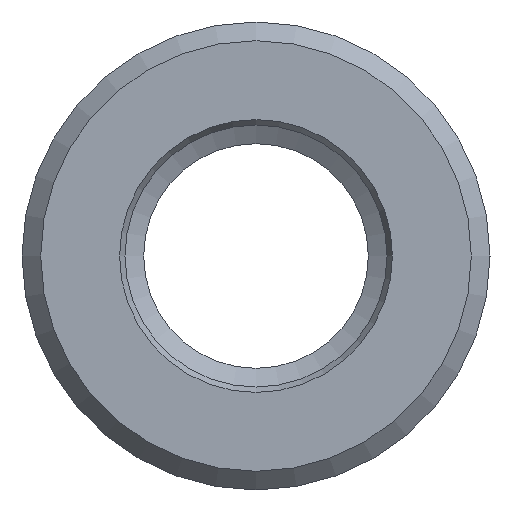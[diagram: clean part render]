
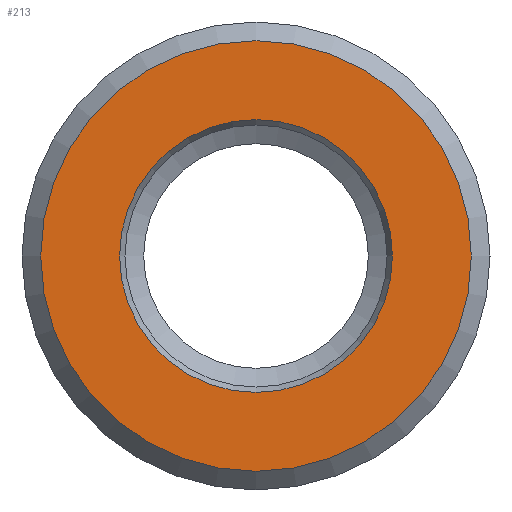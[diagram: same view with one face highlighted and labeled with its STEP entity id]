
A CAD part, left-side view. The second image highlights one B-rep face of the part: STEP entity #213.
In plain terms, the highlighted planar face has unit normal (-1, 0, 0).
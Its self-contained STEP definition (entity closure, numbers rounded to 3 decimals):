
#16=FACE_BOUND('',#39,.T.);
#18=PLANE('',#250);
#27=FACE_OUTER_BOUND('',#38,.T.);
#38=EDGE_LOOP('',(#156,#157));
#39=EDGE_LOOP('',(#158,#159));
#69=CIRCLE('',#248,7.289);
#70=CIRCLE('',#249,7.289);
#71=CIRCLE('',#251,11.5);
#72=CIRCLE('',#252,11.5);
#93=VERTEX_POINT('',#369);
#94=VERTEX_POINT('',#371);
#95=VERTEX_POINT('',#375);
#96=VERTEX_POINT('',#376);
#118=EDGE_CURVE('',#94,#93,#69,.T.);
#119=EDGE_CURVE('',#93,#94,#70,.T.);
#120=EDGE_CURVE('',#95,#96,#71,.T.);
#121=EDGE_CURVE('',#96,#95,#72,.T.);
#156=ORIENTED_EDGE('',*,*,#120,.F.);
#157=ORIENTED_EDGE('',*,*,#121,.F.);
#158=ORIENTED_EDGE('',*,*,#118,.T.);
#159=ORIENTED_EDGE('',*,*,#119,.T.);
#213=ADVANCED_FACE('',(#27,#16),#18,.T.);
#248=AXIS2_PLACEMENT_3D('',#372,#293,#294);
#249=AXIS2_PLACEMENT_3D('',#373,#295,#296);
#250=AXIS2_PLACEMENT_3D('',#374,#297,#298);
#251=AXIS2_PLACEMENT_3D('',#377,#299,#300);
#252=AXIS2_PLACEMENT_3D('',#378,#301,#302);
#293=DIRECTION('center_axis',(1.,0.,0.));
#294=DIRECTION('ref_axis',(0.,0.,-1.));
#295=DIRECTION('center_axis',(1.,0.,0.));
#296=DIRECTION('ref_axis',(0.,0.,-1.));
#297=DIRECTION('center_axis',(-1.,0.,0.));
#298=DIRECTION('ref_axis',(0.,0.,1.));
#299=DIRECTION('center_axis',(1.,0.,0.));
#300=DIRECTION('ref_axis',(0.,0.,-1.));
#301=DIRECTION('center_axis',(1.,0.,0.));
#302=DIRECTION('ref_axis',(0.,0.,-1.));
#369=CARTESIAN_POINT('',(0.,-7.289,0.));
#371=CARTESIAN_POINT('',(0.,7.289,0.));
#372=CARTESIAN_POINT('Origin',(0.,0.,
0.));
#373=CARTESIAN_POINT('Origin',(0.,0.,
0.));
#374=CARTESIAN_POINT('Origin',(0.,11.5,0.));
#375=CARTESIAN_POINT('',(0.,11.5,0.));
#376=CARTESIAN_POINT('',(0.,-11.5,0.));
#377=CARTESIAN_POINT('Origin',(0.,0.,
0.));
#378=CARTESIAN_POINT('Origin',(0.,0.,
0.));
